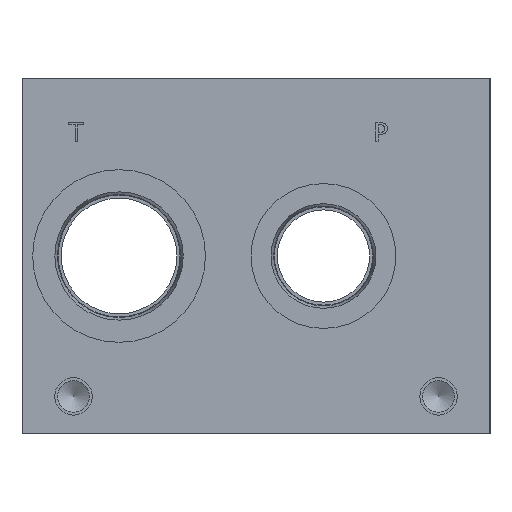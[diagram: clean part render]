
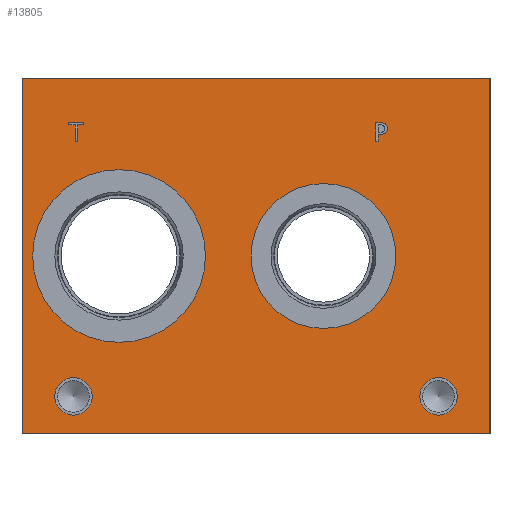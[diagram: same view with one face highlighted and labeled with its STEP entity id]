
A CAD part, left-side view. The second image highlights one B-rep face of the part: STEP entity #13805.
In plain terms, the highlighted planar face has unit normal (-1, 0, 0).
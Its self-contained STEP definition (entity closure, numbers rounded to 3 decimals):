
#207=CIRCLE('',#14389,29.286);
#208=CIRCLE('',#14390,29.286);
#209=CIRCLE('',#14391,24.562);
#210=CIRCLE('',#14392,24.562);
#211=CIRCLE('',#14393,6.35);
#212=CIRCLE('',#14394,6.35);
#213=CIRCLE('',#14395,6.35);
#214=CIRCLE('',#14396,6.35);
#911=B_SPLINE_CURVE_WITH_KNOTS('',2,(#23113,#23114,#23115,#23116),
 .UNSPECIFIED.,.F.,.F.,(3,1,3),(0.,1.,2.),.UNSPECIFIED.);
#913=B_SPLINE_CURVE_WITH_KNOTS('',2,(#23134,#23135,#23136,#23137),
 .UNSPECIFIED.,.F.,.F.,(3,1,3),(0.,1.,2.),.UNSPECIFIED.);
#915=B_SPLINE_CURVE_WITH_KNOTS('',2,(#23183,#23184,#23185,#23186),
 .UNSPECIFIED.,.F.,.F.,(3,1,3),(0.,1.,2.),.UNSPECIFIED.);
#917=B_SPLINE_CURVE_WITH_KNOTS('',2,(#23201,#23202,#23203,#23204),
 .UNSPECIFIED.,.F.,.F.,(3,1,3),(0.,1.,2.),.UNSPECIFIED.);
#1157=FACE_BOUND('',#2519,.T.);
#1158=FACE_BOUND('',#2520,.T.);
#1159=FACE_BOUND('',#2521,.T.);
#1160=FACE_BOUND('',#2522,.T.);
#1161=FACE_BOUND('',#2523,.T.);
#1162=FACE_BOUND('',#2524,.T.);
#1731=FACE_OUTER_BOUND('',#2518,.T.);
#2518=EDGE_LOOP('',(#11270,#11271,#11272,#11273));
#2519=EDGE_LOOP('',(#11274,#11275));
#2520=EDGE_LOOP('',(#11276,#11277));
#2521=EDGE_LOOP('',(#11278,#11279));
#2522=EDGE_LOOP('',(#11280,#11281));
#2523=EDGE_LOOP('',(#11282,#11283,#11284,#11285,#11286,#11287,#11288,#11289));
#2524=EDGE_LOOP('',(#11290,#11291,#11292,#11293,#11294,#11295,#11296,#11297,
#11298));
#2887=LINE('',#18405,#4102);
#3813=LINE('',#23146,#5028);
#3816=LINE('',#23152,#5031);
#3819=LINE('',#23158,#5034);
#3822=LINE('',#23164,#5037);
#3825=LINE('',#23170,#5040);
#3829=LINE('',#23212,#5044);
#3830=LINE('',#23214,#5045);
#3831=LINE('',#23215,#5046);
#3832=LINE('',#23234,#5047);
#3833=LINE('',#23236,#5048);
#3834=LINE('',#23238,#5049);
#3835=LINE('',#23240,#5050);
#3836=LINE('',#23242,#5051);
#3837=LINE('',#23244,#5052);
#3838=LINE('',#23246,#5053);
#3839=LINE('',#23247,#5054);
#4102=VECTOR('',#15080,10.);
#5028=VECTOR('',#16638,10.);
#5031=VECTOR('',#16643,10.);
#5034=VECTOR('',#16648,10.);
#5037=VECTOR('',#16653,10.);
#5040=VECTOR('',#16658,10.);
#5044=VECTOR('',#16666,10.);
#5045=VECTOR('',#16667,10.);
#5046=VECTOR('',#16668,10.);
#5047=VECTOR('',#16685,10.);
#5048=VECTOR('',#16686,10.);
#5049=VECTOR('',#16687,10.);
#5050=VECTOR('',#16688,10.);
#5051=VECTOR('',#16689,10.);
#5052=VECTOR('',#16690,10.);
#5053=VECTOR('',#16691,10.);
#5054=VECTOR('',#16692,10.);
#5310=VERTEX_POINT('',#18398);
#5313=VERTEX_POINT('',#18403);
#6166=VERTEX_POINT('',#23111);
#6167=VERTEX_POINT('',#23112);
#6170=VERTEX_POINT('',#23133);
#6172=VERTEX_POINT('',#23145);
#6174=VERTEX_POINT('',#23151);
#6176=VERTEX_POINT('',#23157);
#6178=VERTEX_POINT('',#23163);
#6180=VERTEX_POINT('',#23169);
#6182=VERTEX_POINT('',#23182);
#6184=VERTEX_POINT('',#23211);
#6185=VERTEX_POINT('',#23213);
#6186=VERTEX_POINT('',#23216);
#6187=VERTEX_POINT('',#23217);
#6188=VERTEX_POINT('',#23220);
#6189=VERTEX_POINT('',#23221);
#6190=VERTEX_POINT('',#23224);
#6191=VERTEX_POINT('',#23225);
#6192=VERTEX_POINT('',#23228);
#6193=VERTEX_POINT('',#23229);
#6194=VERTEX_POINT('',#23232);
#6195=VERTEX_POINT('',#23233);
#6196=VERTEX_POINT('',#23235);
#6197=VERTEX_POINT('',#23237);
#6198=VERTEX_POINT('',#23239);
#6199=VERTEX_POINT('',#23241);
#6200=VERTEX_POINT('',#23243);
#6201=VERTEX_POINT('',#23245);
#6688=EDGE_CURVE('',#5310,#5313,#2887,.T.);
#7957=EDGE_CURVE('',#6166,#6167,#911,.T.);
#7961=EDGE_CURVE('',#6170,#6166,#913,.T.);
#7964=EDGE_CURVE('',#6172,#6170,#3813,.T.);
#7967=EDGE_CURVE('',#6174,#6172,#3816,.T.);
#7970=EDGE_CURVE('',#6176,#6174,#3819,.T.);
#7973=EDGE_CURVE('',#6178,#6176,#3822,.T.);
#7976=EDGE_CURVE('',#6180,#6178,#3825,.T.);
#7979=EDGE_CURVE('',#6182,#6180,#915,.T.);
#7982=EDGE_CURVE('',#6167,#6182,#917,.T.);
#7984=EDGE_CURVE('',#6184,#5310,#3829,.T.);
#7985=EDGE_CURVE('',#6185,#5313,#3830,.T.);
#7986=EDGE_CURVE('',#6184,#6185,#3831,.T.);
#7987=EDGE_CURVE('',#6186,#6187,#207,.T.);
#7988=EDGE_CURVE('',#6187,#6186,#208,.T.);
#7989=EDGE_CURVE('',#6188,#6189,#209,.T.);
#7990=EDGE_CURVE('',#6189,#6188,#210,.T.);
#7991=EDGE_CURVE('',#6190,#6191,#211,.T.);
#7992=EDGE_CURVE('',#6191,#6190,#212,.T.);
#7993=EDGE_CURVE('',#6192,#6193,#213,.T.);
#7994=EDGE_CURVE('',#6193,#6192,#214,.T.);
#7995=EDGE_CURVE('',#6194,#6195,#3832,.T.);
#7996=EDGE_CURVE('',#6195,#6196,#3833,.T.);
#7997=EDGE_CURVE('',#6196,#6197,#3834,.T.);
#7998=EDGE_CURVE('',#6197,#6198,#3835,.T.);
#7999=EDGE_CURVE('',#6198,#6199,#3836,.T.);
#8000=EDGE_CURVE('',#6199,#6200,#3837,.T.);
#8001=EDGE_CURVE('',#6200,#6201,#3838,.T.);
#8002=EDGE_CURVE('',#6201,#6194,#3839,.T.);
#11270=ORIENTED_EDGE('',*,*,#7984,.T.);
#11271=ORIENTED_EDGE('',*,*,#6688,.T.);
#11272=ORIENTED_EDGE('',*,*,#7985,.F.);
#11273=ORIENTED_EDGE('',*,*,#7986,.F.);
#11274=ORIENTED_EDGE('',*,*,#7987,.T.);
#11275=ORIENTED_EDGE('',*,*,#7988,.T.);
#11276=ORIENTED_EDGE('',*,*,#7989,.T.);
#11277=ORIENTED_EDGE('',*,*,#7990,.T.);
#11278=ORIENTED_EDGE('',*,*,#7991,.T.);
#11279=ORIENTED_EDGE('',*,*,#7992,.T.);
#11280=ORIENTED_EDGE('',*,*,#7993,.T.);
#11281=ORIENTED_EDGE('',*,*,#7994,.T.);
#11282=ORIENTED_EDGE('',*,*,#7995,.T.);
#11283=ORIENTED_EDGE('',*,*,#7996,.T.);
#11284=ORIENTED_EDGE('',*,*,#7997,.T.);
#11285=ORIENTED_EDGE('',*,*,#7998,.T.);
#11286=ORIENTED_EDGE('',*,*,#7999,.T.);
#11287=ORIENTED_EDGE('',*,*,#8000,.T.);
#11288=ORIENTED_EDGE('',*,*,#8001,.T.);
#11289=ORIENTED_EDGE('',*,*,#8002,.T.);
#11290=ORIENTED_EDGE('',*,*,#7957,.T.);
#11291=ORIENTED_EDGE('',*,*,#7982,.T.);
#11292=ORIENTED_EDGE('',*,*,#7979,.T.);
#11293=ORIENTED_EDGE('',*,*,#7976,.T.);
#11294=ORIENTED_EDGE('',*,*,#7973,.T.);
#11295=ORIENTED_EDGE('',*,*,#7970,.T.);
#11296=ORIENTED_EDGE('',*,*,#7967,.T.);
#11297=ORIENTED_EDGE('',*,*,#7964,.T.);
#11298=ORIENTED_EDGE('',*,*,#7961,.T.);
#12752=PLANE('',#14388);
#13805=ADVANCED_FACE('',(#1731,#1157,#1158,#1159,#1160,#1161,#1162),#12752,
 .T.);
#14388=AXIS2_PLACEMENT_3D('',#23210,#16664,#16665);
#14389=AXIS2_PLACEMENT_3D('',#23218,#16669,#16670);
#14390=AXIS2_PLACEMENT_3D('',#23219,#16671,#16672);
#14391=AXIS2_PLACEMENT_3D('',#23222,#16673,#16674);
#14392=AXIS2_PLACEMENT_3D('',#23223,#16675,#16676);
#14393=AXIS2_PLACEMENT_3D('',#23226,#16677,#16678);
#14394=AXIS2_PLACEMENT_3D('',#23227,#16679,#16680);
#14395=AXIS2_PLACEMENT_3D('',#23230,#16681,#16682);
#14396=AXIS2_PLACEMENT_3D('',#23231,#16683,#16684);
#15080=DIRECTION('',(0.,0.,1.));
#16638=DIRECTION('',(0.,-1.,0.));
#16643=DIRECTION('',(0.,0.,1.));
#16648=DIRECTION('',(0.,1.,0.));
#16653=DIRECTION('',(0.,0.,-1.));
#16658=DIRECTION('',(0.,1.,0.));
#16664=DIRECTION('center_axis',(-1.,0.,0.));
#16665=DIRECTION('ref_axis',(0.,-1.,0.));
#16666=DIRECTION('',(0.,-1.,0.));
#16667=DIRECTION('',(0.,-1.,0.));
#16668=DIRECTION('',(0.,0.,1.));
#16669=DIRECTION('center_axis',(1.,0.,0.));
#16670=DIRECTION('ref_axis',(0.,0.,1.));
#16671=DIRECTION('center_axis',(1.,0.,0.));
#16672=DIRECTION('ref_axis',(0.,0.,1.));
#16673=DIRECTION('center_axis',(1.,0.,0.));
#16674=DIRECTION('ref_axis',(0.,0.,1.));
#16675=DIRECTION('center_axis',(1.,0.,0.));
#16676=DIRECTION('ref_axis',(0.,0.,1.));
#16677=DIRECTION('center_axis',(1.,0.,0.));
#16678=DIRECTION('ref_axis',(0.,1.,0.));
#16679=DIRECTION('center_axis',(1.,0.,0.));
#16680=DIRECTION('ref_axis',(0.,1.,0.));
#16681=DIRECTION('center_axis',(1.,0.,0.));
#16682=DIRECTION('ref_axis',(0.,1.,0.));
#16683=DIRECTION('center_axis',(1.,0.,0.));
#16684=DIRECTION('ref_axis',(0.,1.,0.));
#16685=DIRECTION('',(0.,1.,0.));
#16686=DIRECTION('',(0.,0.,1.));
#16687=DIRECTION('',(0.,1.,0.));
#16688=DIRECTION('',(0.,0.,1.));
#16689=DIRECTION('',(0.,-1.,0.));
#16690=DIRECTION('',(0.,0.,-1.));
#16691=DIRECTION('',(0.,1.,0.));
#16692=DIRECTION('',(0.,0.,-1.));
#18398=CARTESIAN_POINT('',(0.,0.,0.));
#18403=CARTESIAN_POINT('',(0.,0.,120.65));
#18405=CARTESIAN_POINT('',(0.,0.,0.));
#23111=CARTESIAN_POINT('',(0.,35.571,105.141));
#23112=CARTESIAN_POINT('',(0.,34.815,103.623));
#23113=CARTESIAN_POINT('Ctrl Pts',(0.,35.571,105.141));
#23114=CARTESIAN_POINT('Ctrl Pts',(0.,35.216,104.899));
#23115=CARTESIAN_POINT('Ctrl Pts',(0.,34.815,104.153));
#23116=CARTESIAN_POINT('Ctrl Pts',(0.,34.815,103.623));
#23133=CARTESIAN_POINT('',(0.,37.233,105.537));
#23134=CARTESIAN_POINT('Ctrl Pts',(0.,37.233,105.537));
#23135=CARTESIAN_POINT('Ctrl Pts',(0.,36.667,105.537));
#23136=CARTESIAN_POINT('Ctrl Pts',(0.,35.875,105.352));
#23137=CARTESIAN_POINT('Ctrl Pts',(0.,35.571,105.141));
#23145=CARTESIAN_POINT('',(0.,38.828,105.537));
#23146=CARTESIAN_POINT('',(0.,98.789,105.537));
#23151=CARTESIAN_POINT('',(0.,38.828,99.187));
#23152=CARTESIAN_POINT('',(0.,38.828,49.593));
#23157=CARTESIAN_POINT('',(0.,37.984,99.187));
#23158=CARTESIAN_POINT('',(0.,98.367,99.187));
#23163=CARTESIAN_POINT('',(0.,37.984,101.554));
#23164=CARTESIAN_POINT('',(0.,37.984,50.777));
#23169=CARTESIAN_POINT('',(0.,37.269,101.554));
#23170=CARTESIAN_POINT('',(0.,98.01,101.554));
#23182=CARTESIAN_POINT('',(0.,35.37,102.213));
#23183=CARTESIAN_POINT('Ctrl Pts',(0.,35.37,102.213));
#23184=CARTESIAN_POINT('Ctrl Pts',(0.,35.7,101.889));
#23185=CARTESIAN_POINT('Ctrl Pts',(0.,36.59,101.554));
#23186=CARTESIAN_POINT('Ctrl Pts',(0.,37.269,101.554));
#23201=CARTESIAN_POINT('Ctrl Pts',(0.,34.815,103.623));
#23202=CARTESIAN_POINT('Ctrl Pts',(0.,34.815,103.211));
#23203=CARTESIAN_POINT('Ctrl Pts',(0.,35.108,102.47));
#23204=CARTESIAN_POINT('Ctrl Pts',(0.,35.37,102.213));
#23210=CARTESIAN_POINT('Origin',(0.,158.75,0.));
#23211=CARTESIAN_POINT('',(0.,158.75,0.));
#23212=CARTESIAN_POINT('',(0.,158.75,0.));
#23213=CARTESIAN_POINT('',(0.,158.75,120.65));
#23214=CARTESIAN_POINT('',(0.,158.75,120.65));
#23215=CARTESIAN_POINT('',(0.,158.75,0.));
#23216=CARTESIAN_POINT('',(0.,125.832,89.611));
#23217=CARTESIAN_POINT('',(0.,125.832,31.039));
#23218=CARTESIAN_POINT('Origin',(0.,125.832,60.325));
#23219=CARTESIAN_POINT('Origin',(0.,125.832,60.325));
#23220=CARTESIAN_POINT('',(0.,56.49,84.887));
#23221=CARTESIAN_POINT('',(0.,56.49,35.763));
#23222=CARTESIAN_POINT('Origin',(0.,56.49,60.325));
#23223=CARTESIAN_POINT('Origin',(0.,56.49,60.325));
#23224=CARTESIAN_POINT('',(0.,147.625,12.7));
#23225=CARTESIAN_POINT('',(0.,134.925,12.7));
#23226=CARTESIAN_POINT('Origin',(0.,141.275,12.7));
#23227=CARTESIAN_POINT('Origin',(0.,141.275,12.7));
#23228=CARTESIAN_POINT('',(0.,23.8,12.7));
#23229=CARTESIAN_POINT('',(0.,11.1,12.7));
#23230=CARTESIAN_POINT('Origin',(0.,17.45,12.7));
#23231=CARTESIAN_POINT('Origin',(0.,17.45,12.7));
#23232=CARTESIAN_POINT('',(0.,139.88,99.187));
#23233=CARTESIAN_POINT('',(0.,140.724,99.187));
#23234=CARTESIAN_POINT('',(0.,149.315,99.187));
#23235=CARTESIAN_POINT('',(0.,140.724,104.786));
#23236=CARTESIAN_POINT('',(0.,140.724,49.594));
#23237=CARTESIAN_POINT('',(0.,142.855,104.786));
#23238=CARTESIAN_POINT('',(0.,149.737,104.786));
#23239=CARTESIAN_POINT('',(0.,142.855,105.537));
#23240=CARTESIAN_POINT('',(0.,142.855,52.393));
#23241=CARTESIAN_POINT('',(0.,137.75,105.537));
#23242=CARTESIAN_POINT('',(0.,150.802,105.537));
#23243=CARTESIAN_POINT('',(0.,137.75,104.786));
#23244=CARTESIAN_POINT('',(0.,137.75,52.768));
#23245=CARTESIAN_POINT('',(0.,139.88,104.786));
#23246=CARTESIAN_POINT('',(0.,148.25,104.786));
#23247=CARTESIAN_POINT('',(0.,139.88,52.393));
